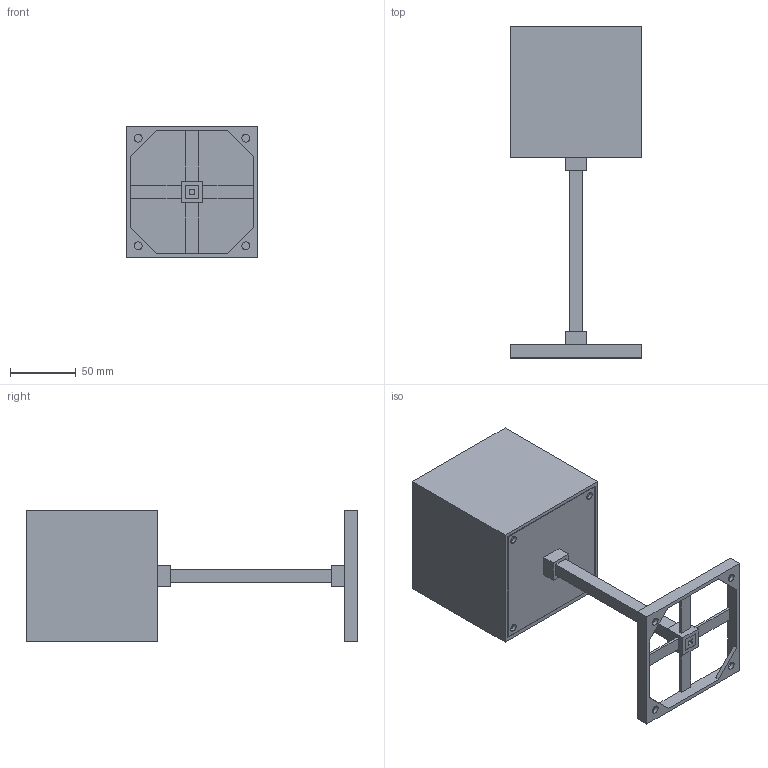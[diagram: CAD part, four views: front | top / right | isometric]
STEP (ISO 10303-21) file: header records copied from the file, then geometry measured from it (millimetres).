
FILE_DESCRIPTION (( 'STEP AP214' ), '1' );
FILE_NAME ('WeatherStation.STEP', '', ( '' ), ( '' ), '', '', '' );
FILE_SCHEMA (( 'AUTOMOTIVE_DESIGN' ));
Length unit declared in the file: millimetre
Products named in the file (5): WeatherStation; TopLid; Stick; TopBox; Base
Assembly tree (4 placements, depth 2):
  WeatherStation
    TopBox
    TopLid
    Stick
    Base
Bounding box: 100 x 253 x 100 mm (x, y, z)
Volume: 204765.7 mm3; surface area: 143515.6 mm2
Topology: 4 solids, 4 shells, 142 faces, 384 edges, 256 vertices
Faces by surface type: plane 118, cylinder 24
Entity records: 4690 total; most frequent: CARTESIAN_POINT 789, ORIENTED_EDGE 768, DIRECTION 730, EDGE_CURVE 384, LINE 336, VECTOR 336, VERTEX_POINT 256, AXIS2_PLACEMENT_3D 197
